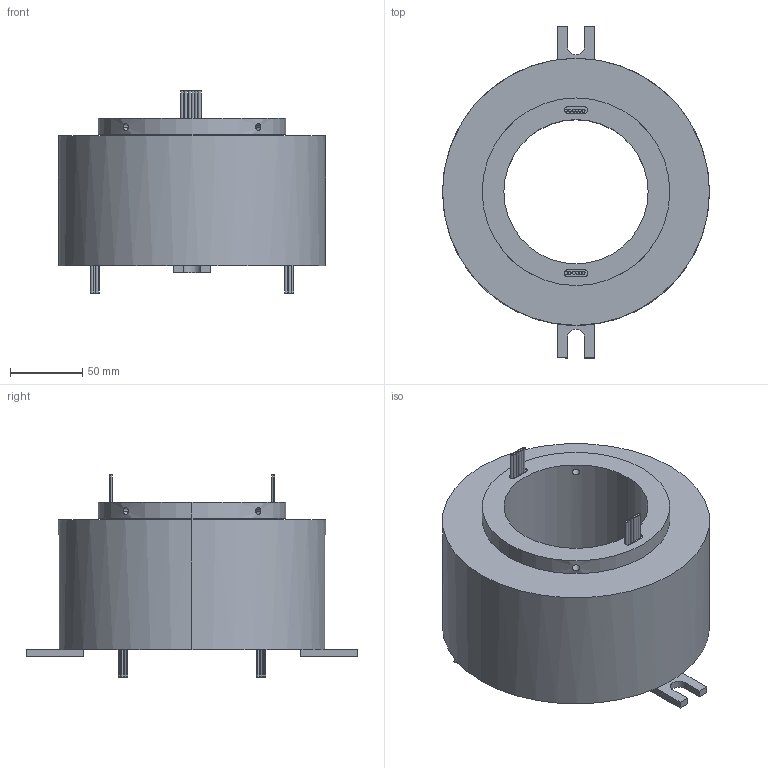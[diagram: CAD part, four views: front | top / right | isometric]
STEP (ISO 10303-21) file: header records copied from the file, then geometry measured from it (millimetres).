
FILE_DESCRIPTION (( 'STEP AP203' ), '1' );
FILE_NAME ('RT100185-P1210-VC.STEP', '2020-07-14T09:12:50', ( '微软用户' ), ( '微软中国' ), 'SwSTEP 2.0', 'SolidWorks 2014', '' );
FILE_SCHEMA (( 'CONFIG_CONTROL_DESIGN' ));
Length unit declared in the file: millimetre
Products named in the file (1): RT100185-P1210-VC
Bounding box: 185 x 230 x 140 mm (x, y, z)
Volume: 1782440.9 mm3; surface area: 139059.6 mm2
Topology: 1 solids, 1 shells, 166 faces, 370 edges, 232 vertices
Faces by surface type: cylinder 84, plane 54, cone 28
Entity records: 5119 total; most frequent: CARTESIAN_POINT 1241, DIRECTION 856, ORIENTED_EDGE 724, EDGE_CURVE 362, AXIS2_PLACEMENT_3D 347, VERTEX_POINT 232, EDGE_LOOP 210, CIRCLE 180
